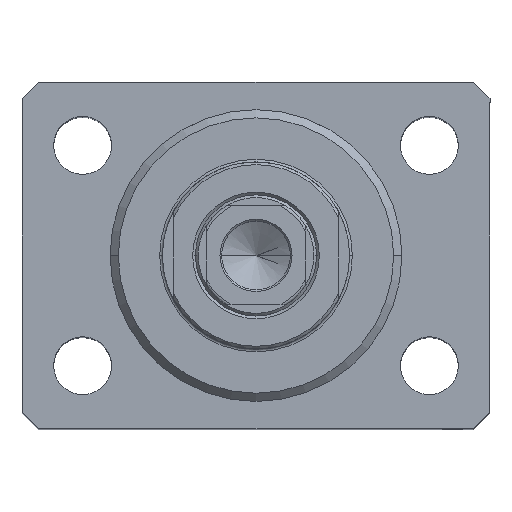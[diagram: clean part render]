
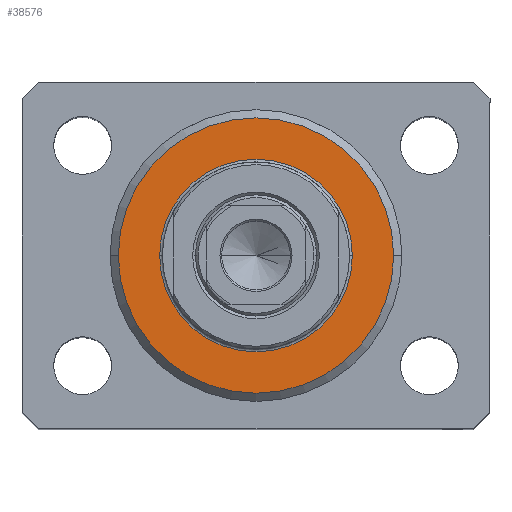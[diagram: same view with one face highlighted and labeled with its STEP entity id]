
A CAD part, top view. The second image highlights one B-rep face of the part: STEP entity #38576.
In plain terms, the highlighted face is planar.
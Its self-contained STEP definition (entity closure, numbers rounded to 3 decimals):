
#887 = ORIENTED_EDGE ( 'NONE', *, *, #15911, .T. ) ;
#1393 = VERTEX_POINT ( 'NONE', #35124 ) ;
#2052 = FACE_BOUND ( 'NONE', #12791, .T. ) ;
#2113 = CIRCLE ( 'NONE', #22244, 25. ) ;
#2388 = AXIS2_PLACEMENT_3D ( 'NONE', #18465, #35990, #36218 ) ;
#2695 = EDGE_CURVE ( 'NONE', #17093, #1393, #2113, .T. ) ;
#3153 = CIRCLE ( 'NONE', #18219, 17.5 ) ;
#7413 = DIRECTION ( 'NONE',  ( 0., 0., 1. ) ) ;
#7632 = DIRECTION ( 'NONE',  ( 1., 0., 0. ) ) ;
#8291 = DIRECTION ( 'NONE',  ( 1., 0., 0. ) ) ;
#8351 = PLANE ( 'NONE',  #2388 ) ;
#9911 = DIRECTION ( 'NONE',  ( 0., 0., 1. ) ) ;
#11791 = CIRCLE ( 'NONE', #27629, 17.5 ) ;
#11880 = DIRECTION ( 'NONE',  ( 1., 0., 0. ) ) ;
#12791 = EDGE_LOOP ( 'NONE', ( #887, #43973 ) ) ;
#15007 = CARTESIAN_POINT ( 'NONE',  ( 0., 0., 0. ) ) ;
#15136 = EDGE_CURVE ( 'NONE', #38324, #15143, #3153, .T. ) ;
#15143 = VERTEX_POINT ( 'NONE', #42238 ) ;
#15700 = DIRECTION ( 'NONE',  ( 0., 0., -1. ) ) ;
#15911 = EDGE_CURVE ( 'NONE', #15143, #38324, #11791, .T. ) ;
#16472 = CIRCLE ( 'NONE', #34415, 25. ) ;
#17093 = VERTEX_POINT ( 'NONE', #39064 ) ;
#18219 = AXIS2_PLACEMENT_3D ( 'NONE', #42023, #7413, #7632 ) ;
#18465 = CARTESIAN_POINT ( 'NONE',  ( 0., 0., 0. ) ) ;
#21911 = CARTESIAN_POINT ( 'NONE',  ( -17.5, 0., 0. ) ) ;
#22244 = AXIS2_PLACEMENT_3D ( 'NONE', #15007, #42666, #11880 ) ;
#23417 = ORIENTED_EDGE ( 'NONE', *, *, #28688, .T. ) ;
#23855 = DIRECTION ( 'NONE',  ( 1., 0., 0. ) ) ;
#25386 = CARTESIAN_POINT ( 'NONE',  ( 0., 0., 0. ) ) ;
#27015 = CARTESIAN_POINT ( 'NONE',  ( 0., 0., 0. ) ) ;
#27629 = AXIS2_PLACEMENT_3D ( 'NONE', #27015, #9911, #23855 ) ;
#28688 = EDGE_CURVE ( 'NONE', #1393, #17093, #16472, .T. ) ;
#33069 = FACE_OUTER_BOUND ( 'NONE', #37040, .T. ) ;
#34415 = AXIS2_PLACEMENT_3D ( 'NONE', #25386, #15700, #8291 ) ;
#35124 = CARTESIAN_POINT ( 'NONE',  ( -25., 0., 0. ) ) ;
#35990 = DIRECTION ( 'NONE',  ( 0., 0., 1. ) ) ;
#36218 = DIRECTION ( 'NONE',  ( 1., 0., 0. ) ) ;
#37040 = EDGE_LOOP ( 'NONE', ( #38338, #23417 ) ) ;
#38324 = VERTEX_POINT ( 'NONE', #21911 ) ;
#38338 = ORIENTED_EDGE ( 'NONE', *, *, #2695, .T. ) ;
#38576 = ADVANCED_FACE ( 'NONE', ( #2052, #33069 ), #8351, .F. ) ;
#39064 = CARTESIAN_POINT ( 'NONE',  ( 25., 0., 0. ) ) ;
#42023 = CARTESIAN_POINT ( 'NONE',  ( 0., 0., 0. ) ) ;
#42238 = CARTESIAN_POINT ( 'NONE',  ( 17.5, 0., 0. ) ) ;
#42666 = DIRECTION ( 'NONE',  ( 0., 0., -1. ) ) ;
#43973 = ORIENTED_EDGE ( 'NONE', *, *, #15136, .T. ) ;
